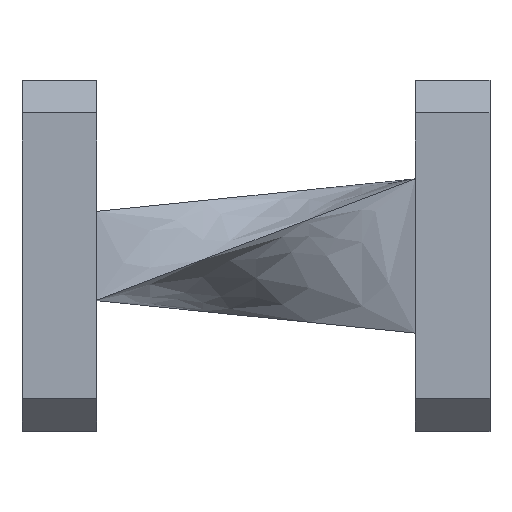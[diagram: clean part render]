
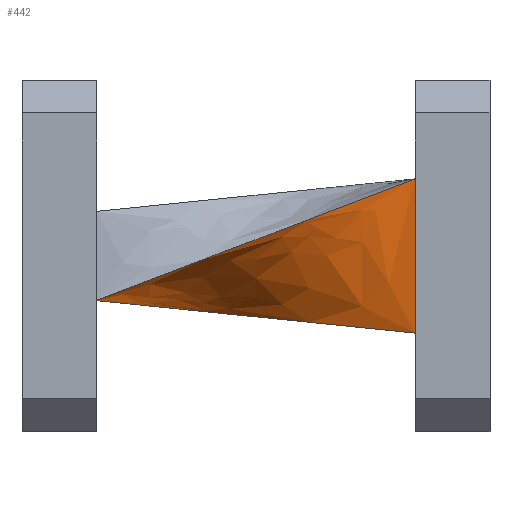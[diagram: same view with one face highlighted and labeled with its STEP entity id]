
A CAD part, top view. The second image highlights one B-rep face of the part: STEP entity #442.
In plain terms, the highlighted free-form (B-spline) face has degree [3, 1] with [6, 2] control points.
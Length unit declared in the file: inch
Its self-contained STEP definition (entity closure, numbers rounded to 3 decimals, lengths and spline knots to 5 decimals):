
#4 = LINE ( 'NONE', #1609, #1345 ) ;
#66 = CARTESIAN_POINT ( 'NONE',  ( -0.68, -0.095, -0.165 ) ) ;
#117 = DIRECTION ( 'NONE',  ( 0., 1., 0. ) ) ;
#133 = VERTEX_POINT ( 'NONE', #1164 ) ;
#139 = CARTESIAN_POINT ( 'NONE',  ( -0.68, -0.095, 0.11 ) ) ;
#174 = EDGE_CURVE ( 'NONE', #1550, #133, #622, .T. ) ;
#202 = DIRECTION ( 'NONE',  ( 0., 0., 1. ) ) ;
#240 = CARTESIAN_POINT ( 'NONE',  ( 0., -0.165, 0.095 ) ) ;
#244 = DIRECTION ( 'NONE',  ( 0.93, 0.355, -0.096 ) ) ;
#275 = CARTESIAN_POINT ( 'NONE',  ( -0.68, -0.095, -0.11 ) ) ;
#303 = ORIENTED_EDGE ( 'NONE', *, *, #731, .T. ) ;
#361 = CARTESIAN_POINT ( 'NONE',  ( -0.68, -0.095, -0.165 ) ) ;
#383 = EDGE_CURVE ( 'NONE', #542, #1083, #4, .T. ) ;
#423 = ORIENTED_EDGE ( 'NONE', *, *, #174, .F. ) ;
#426 = ORIENTED_EDGE ( 'NONE', *, *, #572, .F. ) ;
#442 = ADVANCED_FACE ( 'NONE', ( #1474 ), #1049, .T. ) ;
#521 = CARTESIAN_POINT ( 'NONE',  ( 0., -0.165, 0.095 ) ) ;
#542 = VERTEX_POINT ( 'NONE', #66 ) ;
#572 = EDGE_CURVE ( 'NONE', #542, #1550, #1411, .T. ) ;
#611 = EDGE_LOOP ( 'NONE', ( #426, #1038, #303, #423 ) ) ;
#622 = LINE ( 'NONE', #1559, #1488 ) ;
#665 = CARTESIAN_POINT ( 'NONE',  ( -0.68, -0.095, 0.055 ) ) ;
#673 = CARTESIAN_POINT ( 'NONE',  ( 0., -0.11, 0.095 ) ) ;
#731 = EDGE_CURVE ( 'NONE', #1083, #133, #1300, .T. ) ;
#746 = VECTOR ( 'NONE', #117, 39.37008 ) ;
#887 = VECTOR ( 'NONE', #202, 39.37008 ) ;
#933 = CARTESIAN_POINT ( 'NONE',  ( 0., 0.11, 0.095 ) ) ;
#1038 = ORIENTED_EDGE ( 'NONE', *, *, #383, .T. ) ;
#1049 = B_SPLINE_SURFACE_WITH_KNOTS ( 'NONE', 3, 1, ( 
 ( #1066, #1082 ),
 ( #139, #933 ),
 ( #665, #1603 ),
 ( #1194, #1455 ),
 ( #275, #673 ),
 ( #1200, #1593 ) ),
 .UNSPECIFIED., .F., .F., .F.,
 ( 4, 2, 4 ),
 ( 2, 2 ),
 ( 0., 0.5, 1. ),
 ( 0., 1. ),
 .UNSPECIFIED. ) ;
#1066 = CARTESIAN_POINT ( 'NONE',  ( -0.68, -0.095, 0.165 ) ) ;
#1075 = DIRECTION ( 'NONE',  ( 0.93, -0.096, 0.355 ) ) ;
#1082 = CARTESIAN_POINT ( 'NONE',  ( 0., 0.165, 0.095 ) ) ;
#1083 = VERTEX_POINT ( 'NONE', #521 ) ;
#1164 = CARTESIAN_POINT ( 'NONE',  ( 0., 0.165, 0.095 ) ) ;
#1181 = CARTESIAN_POINT ( 'NONE',  ( -0.68, -0.095, 0.165 ) ) ;
#1194 = CARTESIAN_POINT ( 'NONE',  ( -0.68, -0.095, -0.055 ) ) ;
#1200 = CARTESIAN_POINT ( 'NONE',  ( -0.68, -0.095, -0.165 ) ) ;
#1300 = LINE ( 'NONE', #240, #746 ) ;
#1345 = VECTOR ( 'NONE', #1075, 39.37008 ) ;
#1411 = LINE ( 'NONE', #361, #887 ) ;
#1455 = CARTESIAN_POINT ( 'NONE',  ( 0., -0.055, 0.095 ) ) ;
#1474 = FACE_OUTER_BOUND ( 'NONE', #611, .T. ) ;
#1488 = VECTOR ( 'NONE', #244, 39.37008 ) ;
#1550 = VERTEX_POINT ( 'NONE', #1181 ) ;
#1559 = CARTESIAN_POINT ( 'NONE',  ( -0.34, 0.035, 0.13 ) ) ;
#1593 = CARTESIAN_POINT ( 'NONE',  ( 0., -0.165, 0.095 ) ) ;
#1603 = CARTESIAN_POINT ( 'NONE',  ( 0., 0.055, 0.095 ) ) ;
#1609 = CARTESIAN_POINT ( 'NONE',  ( -0.34, -0.13, -0.035 ) ) ;
